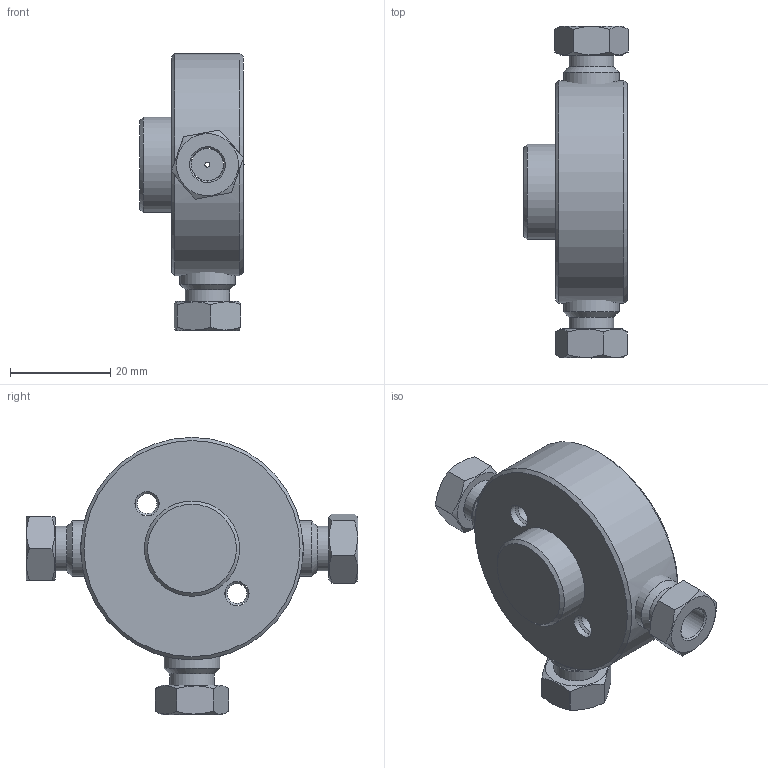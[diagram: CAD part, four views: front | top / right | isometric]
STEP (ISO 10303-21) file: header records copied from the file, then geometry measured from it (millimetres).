
FILE_DESCRIPTION((''),'2;1');
FILE_NAME('305025-ZT4 Tee.stp','2013-08-23T13:56:55',('Franzp'),(''),'Autodesk Inventor 2013','Autodesk Inventor 2013','');
FILE_SCHEMA(('AUTOMOTIVE_DESIGN { 1 0 10303 214 1 1 1 1 }'));
Length unit declared in the file: millimetre
Products named in the file (1): 305025_Shrinkwrap_1
Bounding box: 20.82 x 66.31 x 55.38 mm (x, y, z)
Surface area: 8826.7 mm2 (no closed solid volume)
Topology: 0 solids, 11 shells, 67 faces, 229 edges, 152 vertices
Faces by surface type: plane 30, cone 19, cylinder 18
Full cylindrical faces by diameter (mm): 1 x1, 3.962 x2, 4.82 x4, 6.55 x3, 8.89 x3, 11.113 x3, 19.02 x1, 44.45 x1
Entity records: 2407 total; most frequent: CARTESIAN_POINT 569, DIRECTION 376, ORIENTED_EDGE 252, EDGE_CURVE 181, AXIS2_PLACEMENT_3D 169, VERTEX_POINT 143, EDGE_LOOP 122, CIRCLE 95
